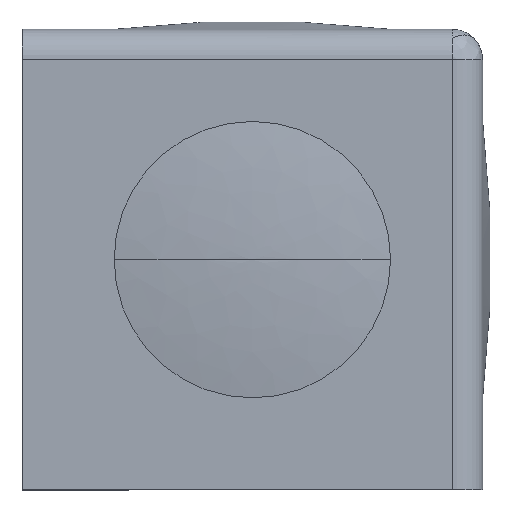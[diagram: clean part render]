
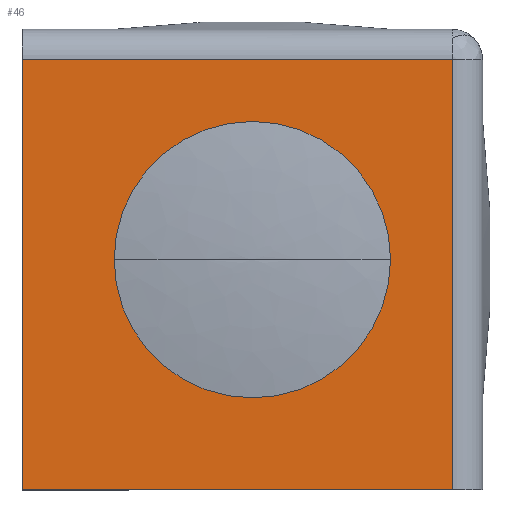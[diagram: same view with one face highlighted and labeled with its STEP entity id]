
A CAD part, left-side view. The second image highlights one B-rep face of the part: STEP entity #46.
In plain terms, the highlighted planar face has unit normal (-1, 0, 0).
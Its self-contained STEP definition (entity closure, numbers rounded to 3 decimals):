
#1 = CARTESIAN_POINT ( 'NONE',  ( -22.5, 22.5, 22.5 ) ) ;
#23 = EDGE_LOOP ( 'NONE', ( #475, #941 ) ) ;
#27 = CARTESIAN_POINT ( 'NONE',  ( -22.5, -13.5, 22.5 ) ) ;
#46 = ADVANCED_FACE ( 'NONE', ( #838, #535 ), #513, .T. ) ;
#97 = LINE ( 'NONE', #127, #511 ) ;
#114 = EDGE_CURVE ( 'NONE', #640, #894, #457, .T. ) ;
#127 = CARTESIAN_POINT ( 'NONE',  ( -22.5, 0., 0. ) ) ;
#147 = EDGE_CURVE ( 'NONE', #861, #939, #579, .T. ) ;
#183 = VECTOR ( 'NONE', #967, 1000. ) ;
#220 = CARTESIAN_POINT ( 'NONE',  ( -22.5, -19.5, 22.5 ) ) ;
#225 = AXIS2_PLACEMENT_3D ( 'NONE', #390, #897, #455 ) ;
#227 = DIRECTION ( 'NONE',  ( 0., 0., 1. ) ) ;
#261 = ORIENTED_EDGE ( 'NONE', *, *, #147, .T. ) ;
#280 = AXIS2_PLACEMENT_3D ( 'NONE', #810, #299, #227 ) ;
#293 = CARTESIAN_POINT ( 'NONE',  ( -22.5, -19.5, 0. ) ) ;
#299 = DIRECTION ( 'NONE',  ( -1., 0., 0. ) ) ;
#306 = DIRECTION ( 'NONE',  ( 0., 0., -1. ) ) ;
#325 = AXIS2_PLACEMENT_3D ( 'NONE', #521, #524, #514 ) ;
#328 = LINE ( 'NONE', #943, #587 ) ;
#367 = EDGE_CURVE ( 'NONE', #894, #640, #567, .T. ) ;
#390 = CARTESIAN_POINT ( 'NONE',  ( -22.5, 0., 22.5 ) ) ;
#424 = LINE ( 'NONE', #220, #183 ) ;
#435 = CARTESIAN_POINT ( 'NONE',  ( -22.5, 22.5, 42. ) ) ;
#455 = DIRECTION ( 'NONE',  ( 0., 0., -1. ) ) ;
#457 = CIRCLE ( 'NONE', #225, 13.5 ) ;
#460 = VERTEX_POINT ( 'NONE', #656 ) ;
#475 = ORIENTED_EDGE ( 'NONE', *, *, #367, .T. ) ;
#511 = VECTOR ( 'NONE', #958, 1000. ) ;
#513 = PLANE ( 'NONE',  #280 ) ;
#514 = DIRECTION ( 'NONE',  ( 0., 0., -1. ) ) ;
#521 = CARTESIAN_POINT ( 'NONE',  ( -22.5, 0., 22.5 ) ) ;
#523 = CARTESIAN_POINT ( 'NONE',  ( -22.5, 13.5, 22.5 ) ) ;
#524 = DIRECTION ( 'NONE',  ( 1., 0., 0. ) ) ;
#526 = ORIENTED_EDGE ( 'NONE', *, *, #881, .T. ) ;
#529 = CARTESIAN_POINT ( 'NONE',  ( -22.5, 22.5, 0. ) ) ;
#535 = FACE_OUTER_BOUND ( 'NONE', #625, .T. ) ;
#567 = CIRCLE ( 'NONE', #325, 13.5 ) ;
#579 = LINE ( 'NONE', #1, #729 ) ;
#587 = VECTOR ( 'NONE', #779, 1000. ) ;
#625 = EDGE_LOOP ( 'NONE', ( #683, #261, #868, #526 ) ) ;
#640 = VERTEX_POINT ( 'NONE', #27 ) ;
#656 = CARTESIAN_POINT ( 'NONE',  ( -22.5, -19.5, 42. ) ) ;
#679 = EDGE_CURVE ( 'NONE', #460, #861, #328, .T. ) ;
#683 = ORIENTED_EDGE ( 'NONE', *, *, #679, .T. ) ;
#729 = VECTOR ( 'NONE', #306, 1000. ) ;
#744 = EDGE_CURVE ( 'NONE', #939, #745, #97, .T. ) ;
#745 = VERTEX_POINT ( 'NONE', #293 ) ;
#779 = DIRECTION ( 'NONE',  ( 0., 1., 0. ) ) ;
#810 = CARTESIAN_POINT ( 'NONE',  ( -22.5, 0., 22.5 ) ) ;
#838 = FACE_BOUND ( 'NONE', #23, .T. ) ;
#861 = VERTEX_POINT ( 'NONE', #435 ) ;
#868 = ORIENTED_EDGE ( 'NONE', *, *, #744, .T. ) ;
#881 = EDGE_CURVE ( 'NONE', #745, #460, #424, .T. ) ;
#894 = VERTEX_POINT ( 'NONE', #523 ) ;
#897 = DIRECTION ( 'NONE',  ( 1., 0., 0. ) ) ;
#939 = VERTEX_POINT ( 'NONE', #529 ) ;
#941 = ORIENTED_EDGE ( 'NONE', *, *, #114, .T. ) ;
#943 = CARTESIAN_POINT ( 'NONE',  ( -22.5, 0., 42. ) ) ;
#958 = DIRECTION ( 'NONE',  ( 0., -1., 0. ) ) ;
#967 = DIRECTION ( 'NONE',  ( 0., 0., 1. ) ) ;
